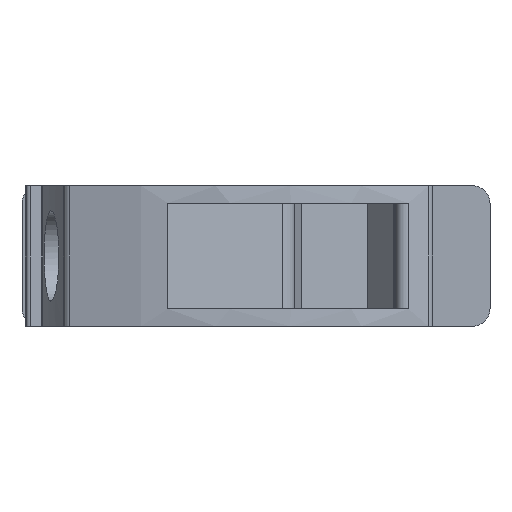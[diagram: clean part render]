
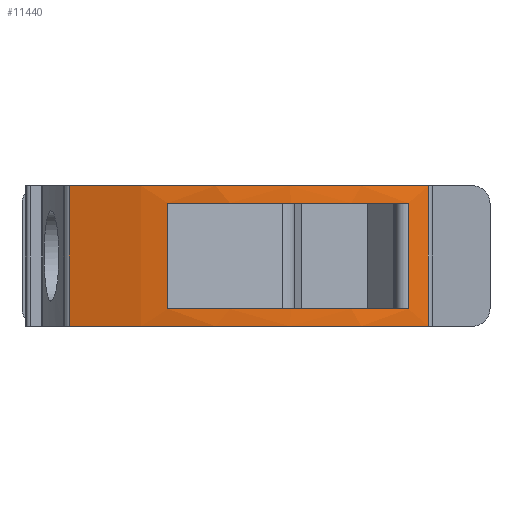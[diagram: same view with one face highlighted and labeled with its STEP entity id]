
A CAD part, left-side view. The second image highlights one B-rep face of the part: STEP entity #11440.
In plain terms, the highlighted cylindrical face has radius 25 mm (diameter 50 mm), a partial arc.
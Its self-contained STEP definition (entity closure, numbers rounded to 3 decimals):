
#10540=CARTESIAN_POINT('',(-13.728,-5.081,
-70.02));
#10550=VERTEX_POINT('',#10540);
#10580=CARTESIAN_POINT('',(-13.728,-5.081,
-61.92));
#10590=DIRECTION('',(0.,0.,-1.));
#10600=VECTOR('',#10590,1.);
#10610=LINE('',#10580,#10600);
#10620=CARTESIAN_POINT('',(-13.728,-5.081,
-61.92));
#10630=VERTEX_POINT('',#10620);
#10640=EDGE_CURVE('',#10630,#10550,#10610,.T.);
#10760=CARTESIAN_POINT('',(7.893,7.47,
-61.92));
#10770=DIRECTION('',(0.,0.,1.));
#10780=DIRECTION('',(1.,0.,0.));
#10790=AXIS2_PLACEMENT_3D('',#10760,#10770,#10780);
#10800=CYLINDRICAL_SURFACE('',#10790,25.);
#10810=CARTESIAN_POINT('',(7.893,7.47,
-69.02));
#10820=DIRECTION('',(0.,0.,1.));
#10830=DIRECTION('',(1.,0.,0.));
#10840=AXIS2_PLACEMENT_3D('',#10810,#10820,#10830);
#10850=CIRCLE('',#10840,25.);
#10860=CARTESIAN_POINT('',(-16.984,9.949,
-69.02));
#10870=VERTEX_POINT('',#10860);
#10880=CARTESIAN_POINT('',(-14.362,-3.919,
-69.02));
#10890=VERTEX_POINT('',#10880);
#10900=EDGE_CURVE('',#10870,#10890,#10850,.T.);
#10910=ORIENTED_EDGE('',*,*,#10900,.F.);
#10920=CARTESIAN_POINT('',(-14.362,-3.919,
-61.92));
#10930=DIRECTION('',(0.,0.,1.));
#10940=VECTOR('',#10930,1.);
#10950=LINE('',#10920,#10940);
#10960=CARTESIAN_POINT('',(-14.362,-3.919,
-62.92));
#10970=VERTEX_POINT('',#10960);
#10980=EDGE_CURVE('',#10890,#10970,#10950,.T.);
#10990=ORIENTED_EDGE('',*,*,#10980,.F.);
#11000=CARTESIAN_POINT('',(7.893,7.47,
-62.92));
#11010=DIRECTION('',(0.,0.,1.));
#11020=DIRECTION('',(1.,0.,0.));
#11030=AXIS2_PLACEMENT_3D('',#11000,#11010,#11020);
#11040=CIRCLE('',#11030,25.);
#11050=CARTESIAN_POINT('',(-16.984,9.949,
-62.92));
#11060=VERTEX_POINT('',#11050);
#11070=EDGE_CURVE('',#11060,#10970,#11040,.T.);
#11080=ORIENTED_EDGE('',*,*,#11070,.T.);
#11090=CARTESIAN_POINT('',(-16.984,9.949,
-61.92));
#11100=DIRECTION('',(0.,0.,1.));
#11110=VECTOR('',#11100,1.);
#11120=LINE('',#11090,#11110);
#11130=EDGE_CURVE('',#10870,#11060,#11120,.T.);
#11140=ORIENTED_EDGE('',*,*,#11130,.T.);
#11150=EDGE_LOOP('',(#11140,#11080,#10990,#10910));
#11160=FACE_BOUND('',#11150,.T.);
#11170=CARTESIAN_POINT('',(-15.73,15.651,
-61.92));
#11180=DIRECTION('',(0.,0.,-1.));
#11190=VECTOR('',#11180,1.);
#11200=LINE('',#11170,#11190);
#11210=CARTESIAN_POINT('',(-15.73,15.651,
-61.92));
#11220=VERTEX_POINT('',#11210);
#11230=CARTESIAN_POINT('',(-15.73,15.651,
-70.02));
#11240=VERTEX_POINT('',#11230);
#11250=EDGE_CURVE('',#11220,#11240,#11200,.T.);
#11260=ORIENTED_EDGE('',*,*,#11250,.T.);
#11270=CARTESIAN_POINT('',(7.893,7.47,
-61.92));
#11280=DIRECTION('',(0.,0.,1.));
#11290=DIRECTION('',(1.,0.,0.));
#11300=AXIS2_PLACEMENT_3D('',#11270,#11280,#11290);
#11310=CIRCLE('',#11300,25.);
#11320=EDGE_CURVE('',#11220,#10630,#11310,.T.);
#11330=ORIENTED_EDGE('',*,*,#11320,.F.);
#11340=ORIENTED_EDGE('',*,*,#10640,.F.);
#11350=CARTESIAN_POINT('',(7.893,7.47,
-70.02));
#11360=DIRECTION('',(0.,0.,1.));
#11370=DIRECTION('',(1.,0.,0.));
#11380=AXIS2_PLACEMENT_3D('',#11350,#11360,#11370);
#11390=CIRCLE('',#11380,25.);
#11400=EDGE_CURVE('',#11240,#10550,#11390,.T.);
#11410=ORIENTED_EDGE('',*,*,#11400,.T.);
#11420=EDGE_LOOP('',(#11410,#11340,#11330,#11260));
#11430=FACE_OUTER_BOUND('',#11420,.T.);
#11440=ADVANCED_FACE('',(#11160,#11430),#10800,.T.);
